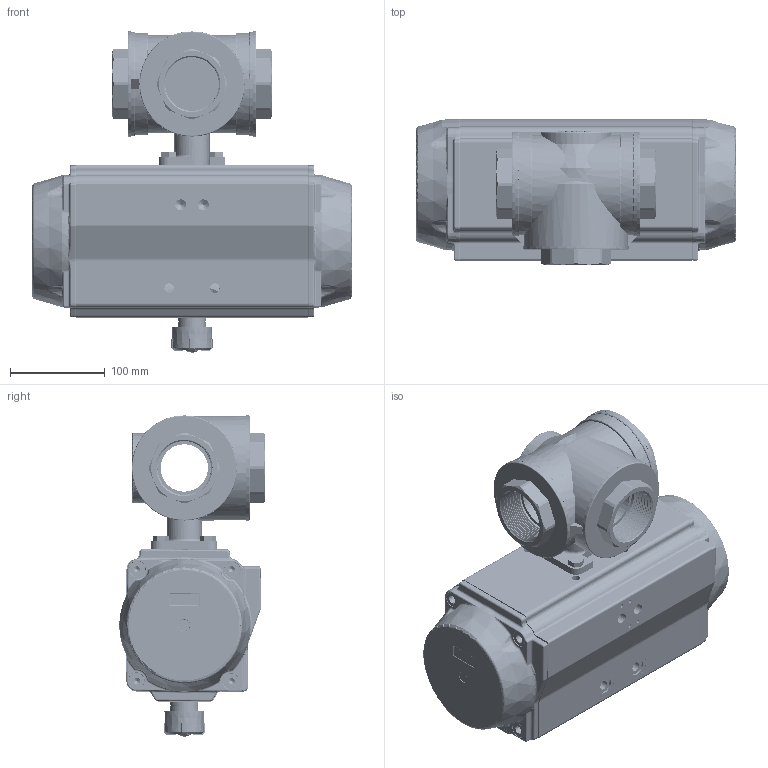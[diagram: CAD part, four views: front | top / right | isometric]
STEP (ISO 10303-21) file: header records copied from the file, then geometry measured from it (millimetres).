
FILE_DESCRIPTION(/* description */ ('Unknown'),/* implementation_level */ '2;1');
FILE_NAME(/* name */ 'PE07 0837_0838-09',/* time_stamp */ '2025-03-24T12:44:20+01:00',/* author */ ('Unknown'),/* organization */ ('Unknown'),/* preprocessor_version */ 'ST-DEVELOPER v19.4',/* originating_system */ 'Solid Edge',/* authorisation */ 'Unknown');
FILE_SCHEMA (('AUTOMOTIVE_DESIGN {1 0 10303 214 3 1 1}'));
Products named in the file (16): PE07 0837_0838-09; 2.330_335.050; 351-09-002; 351-09-005; 351-09-001; M8x20; PD08_PE07; VTE125埴詰; vt125-2016-06-25; vt125-2016-06-25   酘傷裔_MIR; VT125-03-01   活塞; VT125-3 粣; Optische Anzeige; ______; ________(___________; cup head nib bolts with large head gb_GB_FASTENER_BOLT_CHNBW M6X25-N
Assembly tree (23 placements, depth 4):
  PE07 0837_0838-09
    2.330_335.050
      351-09-002  x3
      351-09-005
      351-09-001
    M8x20  x3
    PD08_PE07
      VTE125埴詰
      vt125-2016-06-25
      vt125-2016-06-25   酘傷裔_MIR
      VT125-03-01   活塞  x2
      VT125-3 粣
      Optische Anzeige
        ______
        ________(___________  x4
        cup head nib bolts with large head gb_GB_FASTENER_BOLT_CHNBW M6X25-N
Bounding box: 337 x 153.7 x 339 mm (x, y, z)
Volume: 4108601.3 mm3; surface area: 912809.4 mm2
Topology: 20 solids, 20 shells, 4216 faces, 10993 edges, 6934 vertices
Faces by surface type: plane 1521, cylinder 1016, bspline 830, torus 516, cone 279, sphere 54
Full cylindrical faces by diameter (mm): 3 x16, 3.3 x8, 4.134 x8, 4.66 x1, 4.917 x1, 6 x1, 6.2 x1, 6.647 x12, 7 x20, 8 x3, 8.376 x4, 8.5 x1, 9 x3, 10.106 x2, 11.445 x2, 13 x2, 16.5 x2, 17 x8, 17.5 x2, 21 x4, 24 x1, 25 x2, 26 x2, 26.4 x1, 28.2 x1, 30 x5, 37 x1, 38.5 x1, 40 x2, 41 x1
Entity records: 153130 total; most frequent: CARTESIAN_POINT 79591, ORIENTED_EDGE 16326, DIRECTION 13234, EDGE_CURVE 8163, VERTEX_POINT 5381, AXIS2_PLACEMENT_3D 4913, FACE_BOUND 3730, EDGE_LOOP 3707
